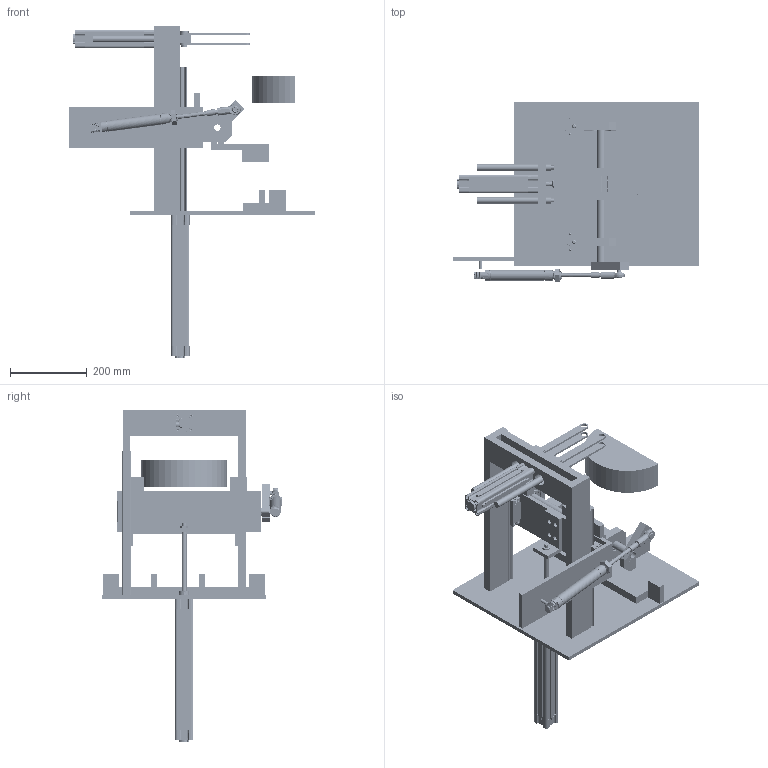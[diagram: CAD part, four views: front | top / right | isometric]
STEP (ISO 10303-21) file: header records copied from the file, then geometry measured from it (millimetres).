
FILE_DESCRIPTION(('FreeCAD Model'),'2;1');
FILE_NAME('Open CASCADE Shape Model','2025-05-02T05:08:49',('FreeCAD'),( 'FreeCAD'),'Open CASCADE STEP processor 7.6','FreeCAD','Unknown');
FILE_SCHEMA(('AUTOMOTIVE_DESIGN { 1 0 10303 214 1 1 1 1 }'));
Products named in the file (1): Open CASCADE STEP translator 7.6 1
Bounding box: 639.49 x 469.17 x 865.5 mm (x, y, z)
Volume: 9709195.9 mm3; surface area: 1913374.3 mm2
Topology: 112 solids, 113 shells, 7503 faces, 19328 edges, 12192 vertices
Faces by surface type: bspline 7503
Entity records: 247204 total; most frequent: CARTESIAN_POINT 135338, ORIENTED_EDGE 38288, EDGE_CURVE 19144, B_SPLINE_CURVE_WITH_KNOTS 14986, VERTEX_POINT 12192, FACE_BOUND 8042, EDGE_LOOP 8042, ADVANCED_FACE 7503
